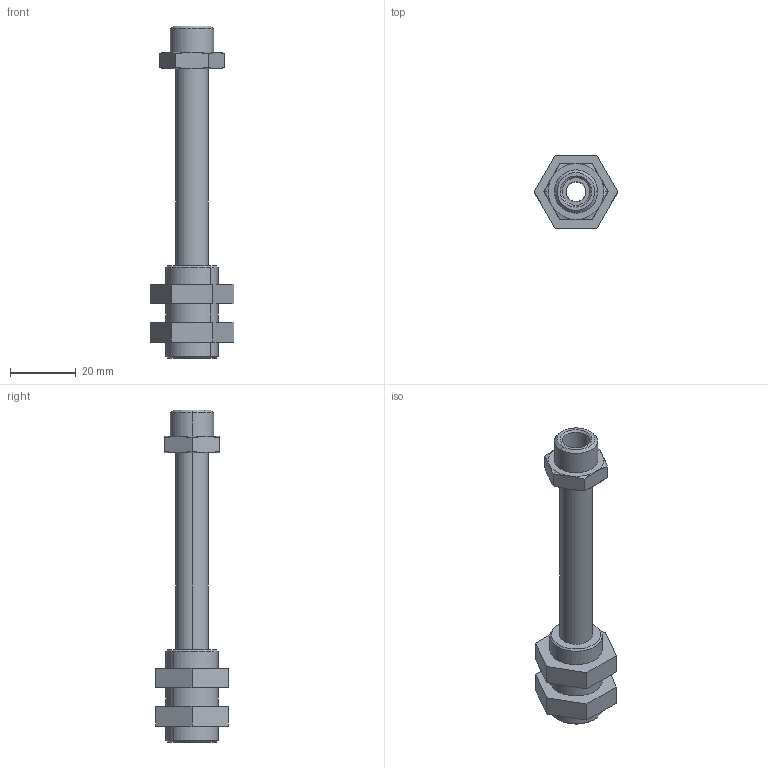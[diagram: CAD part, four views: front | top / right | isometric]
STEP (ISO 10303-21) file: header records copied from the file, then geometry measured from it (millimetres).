
FILE_DESCRIPTION(('STEP AP214'),'1');
FILE_NAME('COVAL_TS330N.stp','2017-12-27T18:47:22',('TraceParts'),('TraceParts S.A.'),'Spatial InterOp 3D',' ',' ');
FILE_SCHEMA(('automotive_design'));
Length unit declared in the file: millimetre
Products named in the file (5): COVAL_TS330N_1; COVAL_TS330N_2; COVAL_TS330N_3; COVAL_TS330N_4; COVAL_TS330N_5
Bounding box: 25.4 x 22 x 101 mm (x, y, z)
Volume: 3418.3 mm3; surface area: 10324.7 mm2
Topology: 1 solids, 57 shells, 66 faces, 268 edges, 260 vertices
Faces by surface type: plane 28, cone 26, cylinder 12
Entity records: 3480 total; most frequent: CARTESIAN_POINT 759, DIRECTION 454, ORIENTED_EDGE 288, EDGE_CURVE 268, VERTEX_POINT 260, AXIS2_PLACEMENT_3D 163, LINE 128, VECTOR 128
